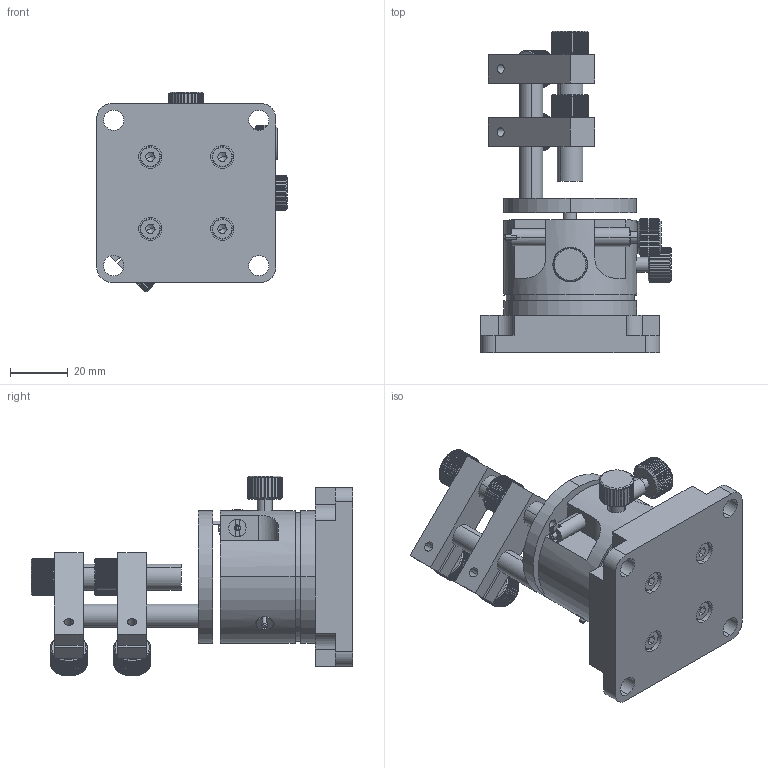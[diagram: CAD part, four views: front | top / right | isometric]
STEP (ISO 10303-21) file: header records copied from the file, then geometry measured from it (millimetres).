
FILE_DESCRIPTION (( 'STEP AP203' ), '1' );
FILE_NAME ('03PRT-3.STEP', '2016-02-23T01:03:27', ( '' ), ( '' ), 'SwSTEP 2.0', 'SolidWorks 2016', '' );
FILE_SCHEMA (( 'CONFIG_CONTROL_DESIGN' ));
Products named in the file (1): 03PRT-3
Bounding box: 66 x 111.5 x 69.36 mm (x, y, z)
Surface area: 34578.6 mm2 (no closed solid volume)
Topology: 0 solids, 37 shells, 1174 faces, 3671 edges, 2453 vertices
Faces by surface type: cylinder 909, plane 213, cone 42, torus 10
Entity records: 46259 total; most frequent: CARTESIAN_POINT 15005, ORIENTED_EDGE 6837, DIRECTION 6013, EDGE_CURVE 3661, VERTEX_POINT 2453, AXIS2_PLACEMENT_3D 2331, VECTOR 1351, LINE 1351
